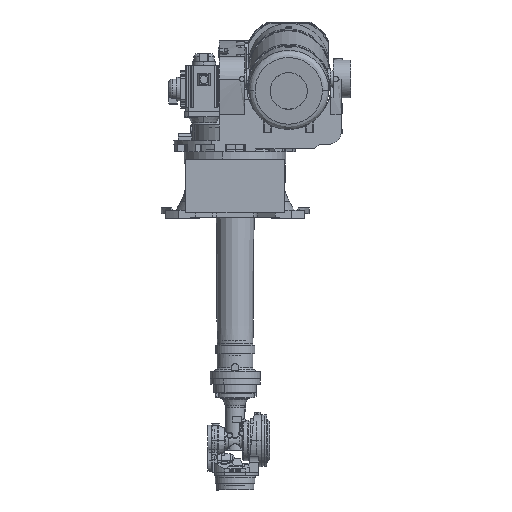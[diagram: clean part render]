
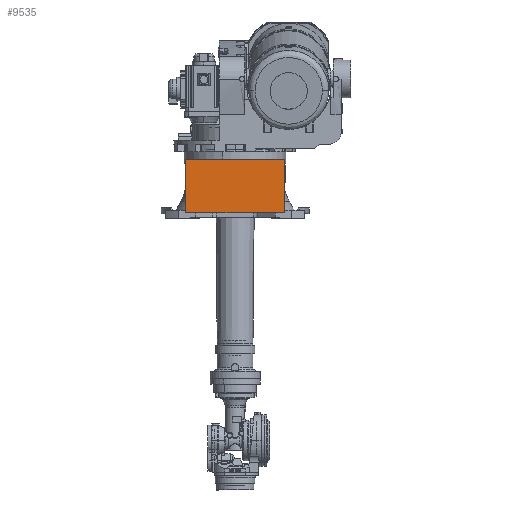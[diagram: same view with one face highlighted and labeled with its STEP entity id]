
A CAD part, left-side view. The second image highlights one B-rep face of the part: STEP entity #9535.
In plain terms, the highlighted planar face has unit normal (-1, 0, 0).
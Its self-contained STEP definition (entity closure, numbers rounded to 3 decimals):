
#6661 = LINE ( 'NONE', #15301, #25948 ) ;
#7388 = DIRECTION ( 'NONE',  ( 0., 1., 0. ) ) ;
#8359 = PLANE ( 'NONE',  #93653 ) ;
#9535 = ADVANCED_FACE ( 'NONE', ( #54423 ), #8359, .T. ) ;
#10639 = ORIENTED_EDGE ( 'NONE', *, *, #79432, .T. ) ;
#13843 = VERTEX_POINT ( 'NONE', #25812 ) ;
#14047 = EDGE_LOOP ( 'NONE', ( #103539, #20941, #88936, #10639 ) ) ;
#14588 = VECTOR ( 'NONE', #46453, 1000. ) ;
#15301 = CARTESIAN_POINT ( 'NONE',  ( -482., 28., -250.346 ) ) ;
#15339 = EDGE_CURVE ( 'NONE', #55244, #62569, #85905, .T. ) ;
#20941 = ORIENTED_EDGE ( 'NONE', *, *, #50414, .T. ) ;
#23613 = DIRECTION ( 'NONE',  ( 0., 0., 1. ) ) ;
#25812 = CARTESIAN_POINT ( 'NONE',  ( -482., 280., -235. ) ) ;
#25948 = VECTOR ( 'NONE', #23613, 1000. ) ;
#29473 = CARTESIAN_POINT ( 'NONE',  ( -482., 30., -235. ) ) ;
#41604 = EDGE_CURVE ( 'NONE', #13843, #75606, #102534, .T. ) ;
#44534 = CARTESIAN_POINT ( 'NONE',  ( -482., 280., -250.346 ) ) ;
#45036 = CARTESIAN_POINT ( 'NONE',  ( -482., 28., -235. ) ) ;
#46453 = DIRECTION ( 'NONE',  ( 0., -1., 0. ) ) ;
#49836 = DIRECTION ( 'NONE',  ( 0., 0., 1. ) ) ;
#50414 = EDGE_CURVE ( 'NONE', #62569, #13843, #52294, .T. ) ;
#52294 = LINE ( 'NONE', #44534, #93786 ) ;
#52844 = DIRECTION ( 'NONE',  ( 0., 0., -1. ) ) ;
#54423 = FACE_OUTER_BOUND ( 'NONE', #14047, .T. ) ;
#55244 = VERTEX_POINT ( 'NONE', #56365 ) ;
#56365 = CARTESIAN_POINT ( 'NONE',  ( -482., 28., 235. ) ) ;
#62569 = VERTEX_POINT ( 'NONE', #81282 ) ;
#75606 = VERTEX_POINT ( 'NONE', #45036 ) ;
#79432 = EDGE_CURVE ( 'NONE', #75606, #55244, #6661, .T. ) ;
#81282 = CARTESIAN_POINT ( 'NONE',  ( -482., 280., 235. ) ) ;
#82871 = CARTESIAN_POINT ( 'NONE',  ( -482., -19.275, -250.346 ) ) ;
#83357 = VECTOR ( 'NONE', #7388, 1000. ) ;
#85905 = LINE ( 'NONE', #90186, #83357 ) ;
#88936 = ORIENTED_EDGE ( 'NONE', *, *, #41604, .T. ) ;
#90186 = CARTESIAN_POINT ( 'NONE',  ( -482., 30., 235. ) ) ;
#93653 = AXIS2_PLACEMENT_3D ( 'NONE', #82871, #99466, #49836 ) ;
#93786 = VECTOR ( 'NONE', #52844, 1000. ) ;
#99466 = DIRECTION ( 'NONE',  ( -1., 0., 0. ) ) ;
#102534 = LINE ( 'NONE', #29473, #14588 ) ;
#103539 = ORIENTED_EDGE ( 'NONE', *, *, #15339, .T. ) ;
